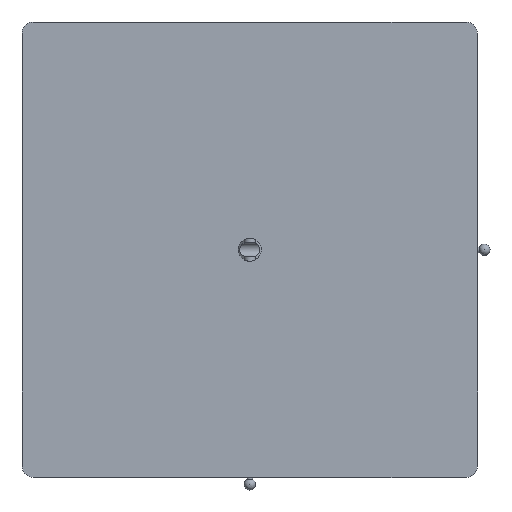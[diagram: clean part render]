
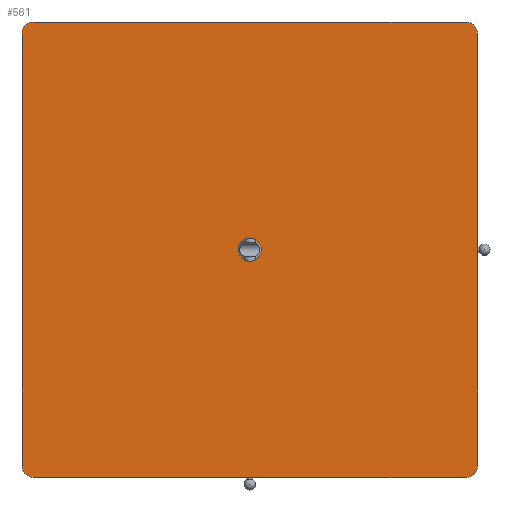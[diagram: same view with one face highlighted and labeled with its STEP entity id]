
A CAD part, front view. The second image highlights one B-rep face of the part: STEP entity #561.
In plain terms, the highlighted planar face has unit normal (0, -1, 0).
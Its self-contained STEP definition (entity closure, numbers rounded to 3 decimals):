
#29=FACE_BOUND('',#177,.T.);
#35=PLANE('',#617);
#52=LINE('',#874,#93);
#55=LINE('',#880,#96);
#56=LINE('',#884,#97);
#57=LINE('',#888,#98);
#93=VECTOR('',#707,10.);
#96=VECTOR('',#712,10.);
#97=VECTOR('',#715,10.);
#98=VECTOR('',#718,10.);
#148=FACE_OUTER_BOUND('',#176,.T.);
#176=EDGE_LOOP('',(#415,#416,#417,#418,#419,#420,#421,#422));
#177=EDGE_LOOP('',(#423));
#216=CIRCLE('',#615,5.);
#217=CIRCLE('',#618,5.);
#218=CIRCLE('',#619,5.);
#219=CIRCLE('',#620,5.);
#220=CIRCLE('',#621,5.);
#248=VERTEX_POINT('',#867);
#249=VERTEX_POINT('',#869);
#250=VERTEX_POINT('',#873);
#252=VERTEX_POINT('',#879);
#253=VERTEX_POINT('',#881);
#254=VERTEX_POINT('',#883);
#255=VERTEX_POINT('',#885);
#256=VERTEX_POINT('',#887);
#257=VERTEX_POINT('',#890);
#311=EDGE_CURVE('',#248,#249,#216,.T.);
#313=EDGE_CURVE('',#250,#249,#52,.T.);
#316=EDGE_CURVE('',#248,#252,#55,.T.);
#317=EDGE_CURVE('',#253,#252,#217,.T.);
#318=EDGE_CURVE('',#253,#254,#56,.T.);
#319=EDGE_CURVE('',#255,#254,#218,.T.);
#320=EDGE_CURVE('',#255,#256,#57,.T.);
#321=EDGE_CURVE('',#250,#256,#219,.T.);
#322=EDGE_CURVE('',#257,#257,#220,.T.);
#415=ORIENTED_EDGE('',*,*,#311,.F.);
#416=ORIENTED_EDGE('',*,*,#316,.T.);
#417=ORIENTED_EDGE('',*,*,#317,.F.);
#418=ORIENTED_EDGE('',*,*,#318,.T.);
#419=ORIENTED_EDGE('',*,*,#319,.F.);
#420=ORIENTED_EDGE('',*,*,#320,.T.);
#421=ORIENTED_EDGE('',*,*,#321,.F.);
#422=ORIENTED_EDGE('',*,*,#313,.T.);
#423=ORIENTED_EDGE('',*,*,#322,.T.);
#561=ADVANCED_FACE('',(#148,#29),#35,.F.);
#615=AXIS2_PLACEMENT_3D('',#870,#702,#703);
#617=AXIS2_PLACEMENT_3D('',#878,#710,#711);
#618=AXIS2_PLACEMENT_3D('',#882,#713,#714);
#619=AXIS2_PLACEMENT_3D('',#886,#716,#717);
#620=AXIS2_PLACEMENT_3D('',#889,#719,#720);
#621=AXIS2_PLACEMENT_3D('',#891,#721,#722);
#702=DIRECTION('center_axis',(0.,1.,0.));
#703=DIRECTION('ref_axis',(-0.707,0.,-0.707));
#707=DIRECTION('',(0.,0.,-1.));
#710=DIRECTION('center_axis',(0.,1.,0.));
#711=DIRECTION('ref_axis',(0.,0.,-1.));
#712=DIRECTION('',(1.,0.,0.));
#713=DIRECTION('center_axis',(0.,1.,0.));
#714=DIRECTION('ref_axis',(0.707,0.,-0.707));
#715=DIRECTION('',(0.,0.,1.));
#716=DIRECTION('center_axis',(0.,1.,0.));
#717=DIRECTION('ref_axis',(0.707,0.,0.707));
#718=DIRECTION('',(-1.,0.,0.));
#719=DIRECTION('center_axis',(0.,1.,0.));
#720=DIRECTION('ref_axis',(-0.707,0.,0.707));
#721=DIRECTION('center_axis',(0.,1.,0.));
#722=DIRECTION('ref_axis',(-1.,0.,0.));
#867=CARTESIAN_POINT('',(-95.,7.5,-100.));
#869=CARTESIAN_POINT('',(-100.,7.5,-95.));
#870=CARTESIAN_POINT('Origin',(-95.,7.5,-95.));
#873=CARTESIAN_POINT('',(-100.,7.5,95.));
#874=CARTESIAN_POINT('',(-100.,7.5,100.));
#878=CARTESIAN_POINT('Origin',(0.,7.5,0.));
#879=CARTESIAN_POINT('',(95.,7.5,-100.));
#880=CARTESIAN_POINT('',(-100.,7.5,-100.));
#881=CARTESIAN_POINT('',(100.,7.5,-95.));
#882=CARTESIAN_POINT('Origin',(95.,7.5,-95.));
#883=CARTESIAN_POINT('',(100.,7.5,95.));
#884=CARTESIAN_POINT('',(100.,7.5,-100.));
#885=CARTESIAN_POINT('',(95.,7.5,100.));
#886=CARTESIAN_POINT('Origin',(95.,7.5,95.));
#887=CARTESIAN_POINT('',(-95.,7.5,100.));
#888=CARTESIAN_POINT('',(100.,7.5,100.));
#889=CARTESIAN_POINT('Origin',(-95.,7.5,95.));
#890=CARTESIAN_POINT('',(5.,7.5,0.));
#891=CARTESIAN_POINT('Origin',(0.,7.5,0.));
